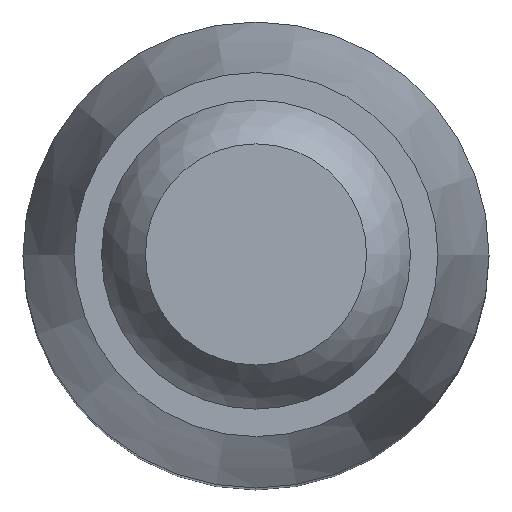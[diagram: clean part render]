
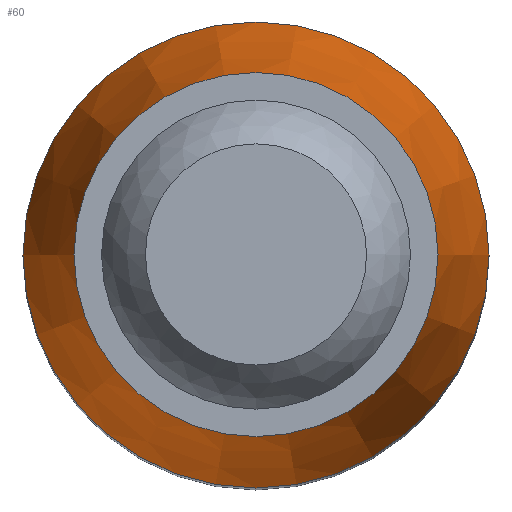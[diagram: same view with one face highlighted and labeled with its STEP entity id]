
A CAD part, top view. The second image highlights one B-rep face of the part: STEP entity #60.
In plain terms, the highlighted conical face has half-angle 11.77 degrees and reference radius 3.125 mm.
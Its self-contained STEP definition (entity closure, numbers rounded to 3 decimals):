
#60 = ADVANCED_FACE( '', ( #128, #129 ), #130, .T. );
#128 = FACE_OUTER_BOUND( '', #202, .T. );
#129 = FACE_BOUND( '', #203, .T. );
#130 = CONICAL_SURFACE( '', #204, 3.125, 0.205 );
#202 = EDGE_LOOP( '', ( #307 ) );
#203 = EDGE_LOOP( '', ( #308 ) );
#204 = AXIS2_PLACEMENT_3D( '', #309, #310, #311 );
#307 = ORIENTED_EDGE( '', *, *, #428, .F. );
#308 = ORIENTED_EDGE( '', *, *, #429, .F. );
#309 = CARTESIAN_POINT( '', ( 0., 0., 24.25 ) );
#310 = DIRECTION( '', ( 0., 0., -1. ) );
#311 = DIRECTION( '', ( -1., 0., 0. ) );
#428 = EDGE_CURVE( '', #504, #504, #505, .F. );
#429 = EDGE_CURVE( '', #506, #506, #507, .T. );
#504 = VERTEX_POINT( '', #602 );
#505 = CIRCLE( '', #603, 4. );
#506 = VERTEX_POINT( '', #604 );
#507 = CIRCLE( '', #605, 3.125 );
#602 = CARTESIAN_POINT( '', ( 4., 0., 20.05 ) );
#603 = AXIS2_PLACEMENT_3D( '', #672, #673, #674 );
#604 = CARTESIAN_POINT( '', ( 3.125, 0., 24.25 ) );
#605 = AXIS2_PLACEMENT_3D( '', #675, #676, #677 );
#672 = CARTESIAN_POINT( '', ( 0., 0., 20.05 ) );
#673 = DIRECTION( '', ( 0., 0., 1. ) );
#674 = DIRECTION( '', ( 1., 0., 0. ) );
#675 = CARTESIAN_POINT( '', ( 0., 0., 24.25 ) );
#676 = DIRECTION( '', ( 0., 0., 1. ) );
#677 = DIRECTION( '', ( 1., 0., 0. ) );
